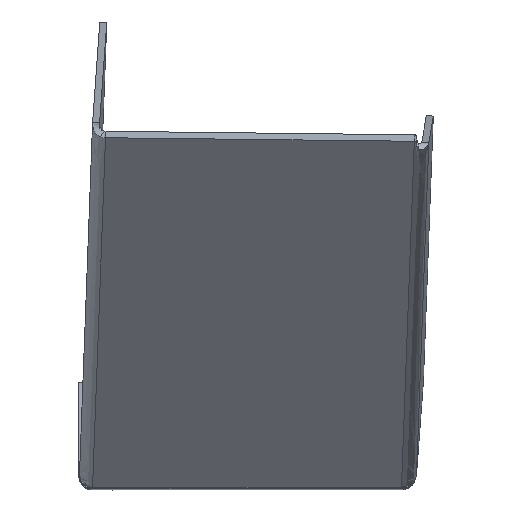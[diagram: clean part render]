
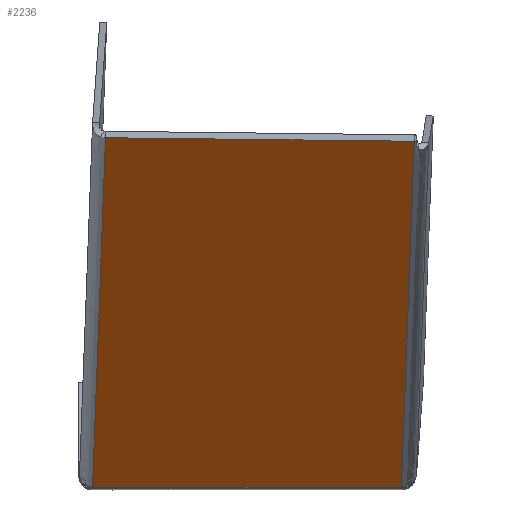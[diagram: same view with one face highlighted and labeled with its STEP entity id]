
A CAD part, top view. The second image highlights one B-rep face of the part: STEP entity #2236.
In plain terms, the highlighted free-form (B-spline) face has degree [1, 1] with [2, 2] control points.
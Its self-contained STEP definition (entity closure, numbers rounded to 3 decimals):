
#98 = ORIENTED_EDGE ( 'NONE', *, *, #2008, .F. ) ;
#116 = CARTESIAN_POINT ( 'NONE',  ( 263.827, 18.14, -1062.404 ) ) ;
#186 = CARTESIAN_POINT ( 'NONE',  ( 6.916, 315.592, -397.468 ) ) ;
#307 = EDGE_CURVE ( 'NONE', #2782, #1040, #1000, .T. ) ;
#311 = B_SPLINE_CURVE_WITH_KNOTS ( 'NONE', 1,
 ( #186, #3005 ),
 .UNSPECIFIED., .F., .F.,
 ( 2, 2 ),
 ( 0., 1. ),
 .UNSPECIFIED. ) ;
#347 = ORIENTED_EDGE ( 'NONE', *, *, #2086, .T. ) ;
#662 = FACE_OUTER_BOUND ( 'NONE', #1616, .T. ) ;
#736 = CARTESIAN_POINT ( 'NONE',  ( 270.801, 312.507, -355.673 ) ) ;
#822 = CARTESIAN_POINT ( 'NONE',  ( 6.916, 315.592, -397.468 ) ) ;
#871 = CARTESIAN_POINT ( 'NONE',  ( -4.179, 17.996, -1112.705 ) ) ;
#892 = EDGE_CURVE ( 'NONE', #1040, #1927, #2414, .T. ) ;
#906 = ORIENTED_EDGE ( 'NONE', *, *, #2428, .F. ) ;
#973 = CARTESIAN_POINT ( 'NONE',  ( 270.801, 312.507, -355.673 ) ) ;
#1000 = B_SPLINE_CURVE_WITH_KNOTS ( 'NONE', 1,
 ( #736, #1191 ),
 .UNSPECIFIED., .F., .F.,
 ( 2, 2 ),
 ( -1., 0. ),
 .UNSPECIFIED. ) ;
#1040 = VERTEX_POINT ( 'NONE', #1521 ) ;
#1158 = CARTESIAN_POINT ( 'NONE',  ( 265.821, 17.996, -1062.376 ) ) ;
#1191 = CARTESIAN_POINT ( 'NONE',  ( 259.837, 18.426, -1062.462 ) ) ;
#1261 = CARTESIAN_POINT ( 'NONE',  ( 259.837, 18.426, -1062.462 ) ) ;
#1293 = CARTESIAN_POINT ( 'NONE',  ( 276.785, 312.077, -355.587 ) ) ;
#1347 = CARTESIAN_POINT ( 'NONE',  ( 270.801, 312.507, -355.673 ) ) ;
#1521 = CARTESIAN_POINT ( 'NONE',  ( 259.837, 18.426, -1062.462 ) ) ;
#1616 = EDGE_LOOP ( 'NONE', ( #347, #906, #2152, #2361, #98 ) ) ;
#1679 = B_SPLINE_SURFACE_WITH_KNOTS ( 'NONE', 1, 1, ( 
 ( #1293, #1721 ),
 ( #2221, #2209 ) ),
 .UNSPECIFIED., .F., .F., .F.,
 ( 2, 2 ),
 ( 2, 2 ),
 ( 0., 1. ),
 ( 0., 1. ),
 .UNSPECIFIED. ) ;
#1721 = CARTESIAN_POINT ( 'NONE',  ( 7.506, 331.41, -359.453 ) ) ;
#1927 = VERTEX_POINT ( 'NONE', #2238 ) ;
#2008 = EDGE_CURVE ( 'NONE', #2574, #2782, #2595, .T. ) ;
#2033 = CARTESIAN_POINT ( 'NONE',  ( 6.916, 315.592, -397.468 ) ) ;
#2086 = EDGE_CURVE ( 'NONE', #2574, #2809, #311, .T. ) ;
#2152 = ORIENTED_EDGE ( 'NONE', *, *, #892, .F. ) ;
#2190 = CARTESIAN_POINT ( 'NONE',  ( 261.832, 18.283, -1062.433 ) ) ;
#2207 = CARTESIAN_POINT ( 'NONE',  ( 265.821, 17.996, -1062.376 ) ) ;
#2209 = CARTESIAN_POINT ( 'NONE',  ( -4.179, 17.996, -1112.705 ) ) ;
#2221 = CARTESIAN_POINT ( 'NONE',  ( 265.101, -1.336, -1108.838 ) ) ;
#2236 = ADVANCED_FACE ( 'NONE', ( #662 ), #1679, .F. ) ;
#2238 = CARTESIAN_POINT ( 'NONE',  ( 265.821, 17.996, -1062.376 ) ) ;
#2361 = ORIENTED_EDGE ( 'NONE', *, *, #307, .F. ) ;
#2414 = B_SPLINE_CURVE_WITH_KNOTS ( 'NONE', 3,
 ( #1261, #2190, #116, #2207 ),
 .UNSPECIFIED., .F., .F.,
 ( 4, 4 ),
 ( 0., 1. ),
 .UNSPECIFIED. ) ;
#2428 = EDGE_CURVE ( 'NONE', #1927, #2809, #2732, .T. ) ;
#2529 = CARTESIAN_POINT ( 'NONE',  ( -4.179, 17.996, -1112.705 ) ) ;
#2574 = VERTEX_POINT ( 'NONE', #822 ) ;
#2595 = B_SPLINE_CURVE_WITH_KNOTS ( 'NONE', 1,
 ( #2033, #1347 ),
 .UNSPECIFIED., .F., .F.,
 ( 2, 2 ),
 ( 0., 1. ),
 .UNSPECIFIED. ) ;
#2732 = B_SPLINE_CURVE_WITH_KNOTS ( 'NONE', 1,
 ( #1158, #2529 ),
 .UNSPECIFIED., .F., .F.,
 ( 2, 2 ),
 ( -1., 0. ),
 .UNSPECIFIED. ) ;
#2782 = VERTEX_POINT ( 'NONE', #973 ) ;
#2809 = VERTEX_POINT ( 'NONE', #871 ) ;
#3005 = CARTESIAN_POINT ( 'NONE',  ( -4.179, 17.996, -1112.705 ) ) ;
